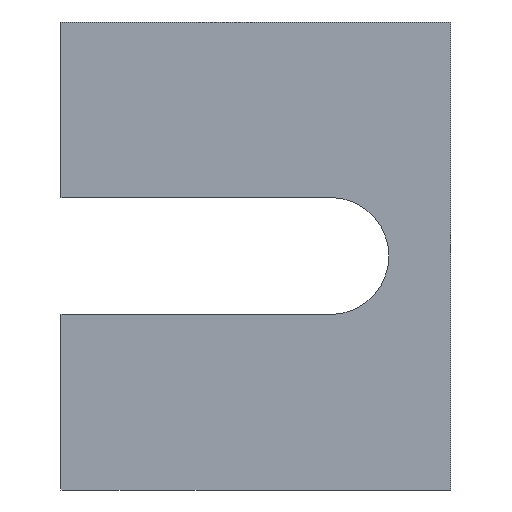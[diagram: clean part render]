
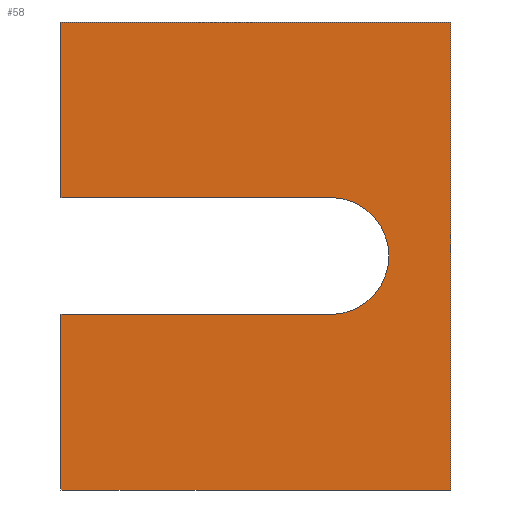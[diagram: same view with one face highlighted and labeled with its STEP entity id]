
A CAD part, left-side view. The second image highlights one B-rep face of the part: STEP entity #58.
In plain terms, the highlighted planar face has unit normal (-1, 0, 0).
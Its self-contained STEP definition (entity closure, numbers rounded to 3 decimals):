
#21 = EDGE_CURVE('',#22,#24,#26,.T.);
#22 = VERTEX_POINT('',#23);
#23 = CARTESIAN_POINT('',(0.,61.9,12.));
#24 = VERTEX_POINT('',#25);
#25 = CARTESIAN_POINT('',(0.,41.9,12.));
#26 = LINE('',#27,#28);
#27 = CARTESIAN_POINT('',(0.,61.9,12.));
#28 = VECTOR('',#29,1.);
#29 = DIRECTION('',(0.,-1.,0.));
#58 = ADVANCED_FACE('',(#59),#117,.F.);
#59 = FACE_BOUND('',#60,.F.);
#60 = EDGE_LOOP('',(#61,#62,#70,#78,#86,#94,#103,#111));
#61 = ORIENTED_EDGE('',*,*,#21,.T.);
#62 = ORIENTED_EDGE('',*,*,#63,.T.);
#63 = EDGE_CURVE('',#24,#64,#66,.T.);
#64 = VERTEX_POINT('',#65);
#65 = CARTESIAN_POINT('',(0.,41.9,-12.));
#66 = LINE('',#67,#68);
#67 = CARTESIAN_POINT('',(0.,41.9,12.));
#68 = VECTOR('',#69,1.);
#69 = DIRECTION('',(0.,0.,-1.));
#70 = ORIENTED_EDGE('',*,*,#71,.T.);
#71 = EDGE_CURVE('',#64,#72,#74,.T.);
#72 = VERTEX_POINT('',#73);
#73 = CARTESIAN_POINT('',(0.,61.9,-12.));
#74 = LINE('',#75,#76);
#75 = CARTESIAN_POINT('',(0.,41.9,-12.));
#76 = VECTOR('',#77,1.);
#77 = DIRECTION('',(0.,1.,0.));
#78 = ORIENTED_EDGE('',*,*,#79,.T.);
#79 = EDGE_CURVE('',#72,#80,#82,.T.);
#80 = VERTEX_POINT('',#81);
#81 = CARTESIAN_POINT('',(0.,61.9,-3.));
#82 = LINE('',#83,#84);
#83 = CARTESIAN_POINT('',(0.,61.9,-12.));
#84 = VECTOR('',#85,1.);
#85 = DIRECTION('',(0.,0.,1.));
#86 = ORIENTED_EDGE('',*,*,#87,.F.);
#87 = EDGE_CURVE('',#88,#80,#90,.T.);
#88 = VERTEX_POINT('',#89);
#89 = CARTESIAN_POINT('',(0.,48.086,-3.));
#90 = LINE('',#91,#92);
#91 = CARTESIAN_POINT('',(0.,48.086,-3.));
#92 = VECTOR('',#93,1.);
#93 = DIRECTION('',(0.,1.,0.));
#94 = ORIENTED_EDGE('',*,*,#95,.F.);
#95 = EDGE_CURVE('',#96,#88,#98,.T.);
#96 = VERTEX_POINT('',#97);
#97 = CARTESIAN_POINT('',(0.,48.086,3.));
#98 = CIRCLE('',#99,3.);
#99 = AXIS2_PLACEMENT_3D('',#100,#101,#102);
#100 = CARTESIAN_POINT('',(0.,48.086,0.));
#101 = DIRECTION('',(1.,0.,0.));
#102 = DIRECTION('',(0.,1.,0.));
#103 = ORIENTED_EDGE('',*,*,#104,.F.);
#104 = EDGE_CURVE('',#105,#96,#107,.T.);
#105 = VERTEX_POINT('',#106);
#106 = CARTESIAN_POINT('',(0.,61.9,3.));
#107 = LINE('',#108,#109);
#108 = CARTESIAN_POINT('',(0.,62.619,3.));
#109 = VECTOR('',#110,1.);
#110 = DIRECTION('',(0.,-1.,0.));
#111 = ORIENTED_EDGE('',*,*,#112,.T.);
#112 = EDGE_CURVE('',#105,#22,#113,.T.);
#113 = LINE('',#114,#115);
#114 = CARTESIAN_POINT('',(0.,61.9,-12.));
#115 = VECTOR('',#116,1.);
#116 = DIRECTION('',(0.,0.,1.));
#117 = PLANE('',#118);
#118 = AXIS2_PLACEMENT_3D('',#119,#120,#121);
#119 = CARTESIAN_POINT('',(0.,51.9,0.));
#120 = DIRECTION('',(1.,0.,0.));
#121 = DIRECTION('',(0.,0.,1.));
